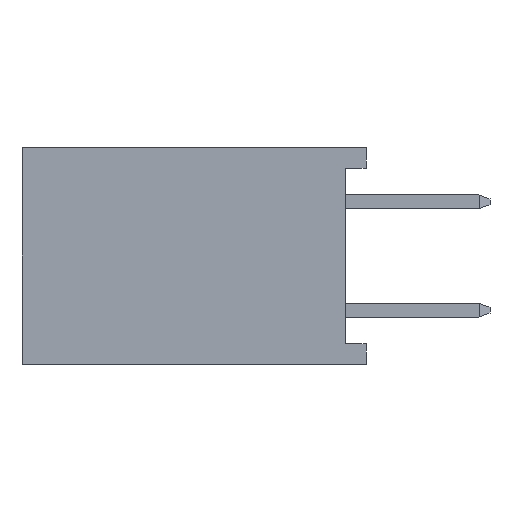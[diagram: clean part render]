
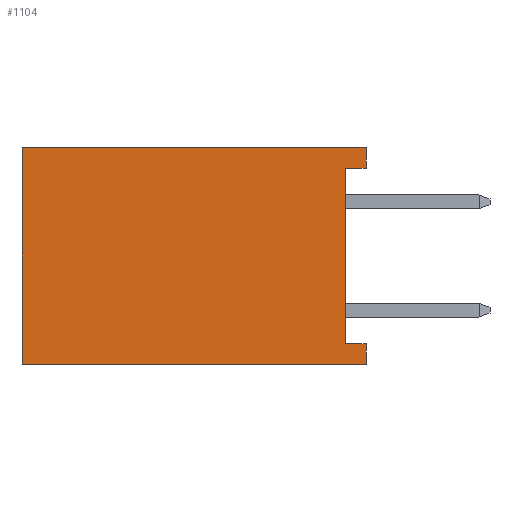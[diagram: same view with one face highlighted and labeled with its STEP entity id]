
A CAD part, left-side view. The second image highlights one B-rep face of the part: STEP entity #1104.
In plain terms, the highlighted planar face has unit normal (-1, 0, 0).
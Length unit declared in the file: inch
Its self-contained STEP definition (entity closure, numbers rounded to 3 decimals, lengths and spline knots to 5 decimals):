
#1104 = ADVANCED_FACE( '', ( #2411 ), #2412, .F. );
#2411 = FACE_OUTER_BOUND( '', #3913, .T. );
#2412 = PLANE( '', #3914 );
#3913 = EDGE_LOOP( '', ( #7124, #7125, #7126, #7127, #7128, #7129, #7130, #7131 ) );
#3914 = AXIS2_PLACEMENT_3D( '', #7132, #7133, #7134 );
#7124 = ORIENTED_EDGE( '', *, *, #10320, .T. );
#7125 = ORIENTED_EDGE( '', *, *, #10353, .T. );
#7126 = ORIENTED_EDGE( '', *, *, #9979, .F. );
#7127 = ORIENTED_EDGE( '', *, *, #10145, .F. );
#7128 = ORIENTED_EDGE( '', *, *, #9362, .T. );
#7129 = ORIENTED_EDGE( '', *, *, #9659, .T. );
#7130 = ORIENTED_EDGE( '', *, *, #10354, .T. );
#7131 = ORIENTED_EDGE( '', *, *, #10355, .T. );
#7132 = CARTESIAN_POINT( '', ( 0., 0.25, -0.07875 ) );
#7133 = DIRECTION( '', ( 1., 0., 0. ) );
#7134 = DIRECTION( '', ( 0., 0., -1. ) );
#9362 = EDGE_CURVE( '', #11383, #11381, #11384, .T. );
#9659 = EDGE_CURVE( '', #11381, #11881, #11883, .T. );
#9979 = EDGE_CURVE( '', #12370, #12372, #12373, .T. );
#10145 = EDGE_CURVE( '', #11383, #12370, #12617, .T. );
#10320 = EDGE_CURVE( '', #12858, #12860, #12862, .T. );
#10353 = EDGE_CURVE( '', #12860, #12372, #12902, .T. );
#10354 = EDGE_CURVE( '', #11881, #12903, #12904, .T. );
#10355 = EDGE_CURVE( '', #12903, #12858, #12905, .T. );
#11381 = VERTEX_POINT( '', #14270 );
#11383 = VERTEX_POINT( '', #14273 );
#11384 = LINE( '', #14274, #14275 );
#11881 = VERTEX_POINT( '', #15011 );
#11883 = LINE( '', #15014, #15015 );
#12370 = VERTEX_POINT( '', #15735 );
#12372 = VERTEX_POINT( '', #15738 );
#12373 = LINE( '', #15739, #15740 );
#12617 = LINE( '', #16118, #16119 );
#12858 = VERTEX_POINT( '', #16477 );
#12860 = VERTEX_POINT( '', #16480 );
#12862 = LINE( '', #16483, #16484 );
#12902 = LINE( '', #16545, #16546 );
#12903 = VERTEX_POINT( '', #16547 );
#12904 = LINE( '', #16548, #16549 );
#12905 = LINE( '', #16550, #16551 );
#14270 = CARTESIAN_POINT( '', ( 0., 0., -0.07875 ) );
#14273 = CARTESIAN_POINT( '', ( 0., 0.25, -0.07875 ) );
#14274 = CARTESIAN_POINT( '', ( 0., 0.25, -0.07875 ) );
#14275 = VECTOR( '', #17572, 39.37008 );
#15011 = CARTESIAN_POINT( '', ( 0., 0., -0.06375 ) );
#15014 = CARTESIAN_POINT( '', ( 0., 0., -0.07875 ) );
#15015 = VECTOR( '', #17828, 39.37008 );
#15735 = CARTESIAN_POINT( '', ( 0., 0.25, 0.07875 ) );
#15738 = CARTESIAN_POINT( '', ( 0., 0., 0.07875 ) );
#15739 = CARTESIAN_POINT( '', ( 0., 0.25, 0.07875 ) );
#15740 = VECTOR( '', #18090, 39.37008 );
#16118 = CARTESIAN_POINT( '', ( 0., 0.25, -0.07875 ) );
#16119 = VECTOR( '', #18231, 39.37008 );
#16477 = CARTESIAN_POINT( '', ( 0., 0.015, 0.06375 ) );
#16480 = CARTESIAN_POINT( '', ( 0., 0., 0.06375 ) );
#16483 = CARTESIAN_POINT( '', ( 0., 0.015, 0.06375 ) );
#16484 = VECTOR( '', #18363, 39.37008 );
#16545 = CARTESIAN_POINT( '', ( 0., 0., -0.07875 ) );
#16546 = VECTOR( '', #18385, 39.37008 );
#16547 = CARTESIAN_POINT( '', ( 0., 0.015, -0.06375 ) );
#16548 = CARTESIAN_POINT( '', ( 0., 0., -0.06375 ) );
#16549 = VECTOR( '', #18386, 39.37008 );
#16550 = CARTESIAN_POINT( '', ( 0., 0.015, -0.06375 ) );
#16551 = VECTOR( '', #18387, 39.37008 );
#17572 = DIRECTION( '', ( 0., -1., 0. ) );
#17828 = DIRECTION( '', ( 0., 0., 1. ) );
#18090 = DIRECTION( '', ( 0., -1., 0. ) );
#18231 = DIRECTION( '', ( 0., 0., 1. ) );
#18363 = DIRECTION( '', ( 0., -1., 0. ) );
#18385 = DIRECTION( '', ( 0., 0., 1. ) );
#18386 = DIRECTION( '', ( 0., 1., 0. ) );
#18387 = DIRECTION( '', ( 0., 0., 1. ) );
